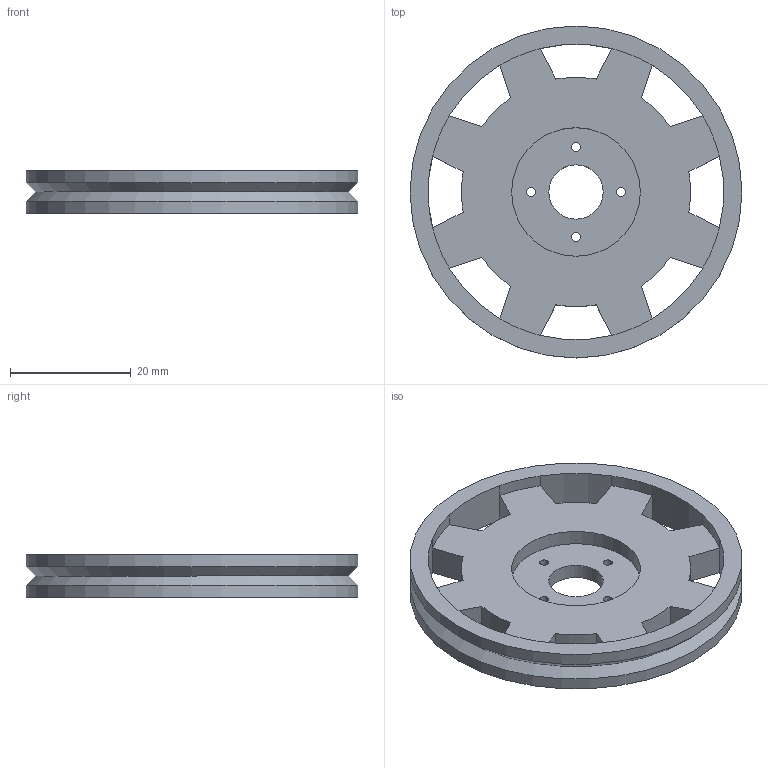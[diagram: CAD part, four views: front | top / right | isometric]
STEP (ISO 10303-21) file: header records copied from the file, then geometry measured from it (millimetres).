
FILE_DESCRIPTION(('FreeCAD Model'),'2;1');
FILE_NAME('Miniskybot-wheel-futaba3003-gear.step','2014-08-31T21:15:14',('FreeCAD'),('FreeCAD'), 'Open CASCADE STEP processor 6.7','FreeCAD','Unknown');
FILE_SCHEMA(('AUTOMOTIVE_DESIGN_CC2 { 1 2 10303 214 -1 1 5 4 }'));
Length unit declared in the file: millimetre
Products named in the file (1): Miniskybot-wheel-gear-futaba3003-final
Bounding box: 55 x 55 x 7 mm (x, y, z)
Volume: 9352.5 mm3; surface area: 6987.4 mm2
Topology: 1 solids, 1 shells, 54 faces, 156 edges, 98 vertices
Faces by surface type: cylinder 32, plane 20, cone 2
Full cylindrical faces by diameter (mm): 1.5 x4, 9 x1, 21.3 x1, 55 x2
Entity records: 3953 total; most frequent: CARTESIAN_POINT 1100, DIRECTION 470, ORIENTED_EDGE 312, PCURVE 312, DEFINITIONAL_REPRESENTATION 312, LINE 226, VECTOR 226, EDGE_CURVE 156
